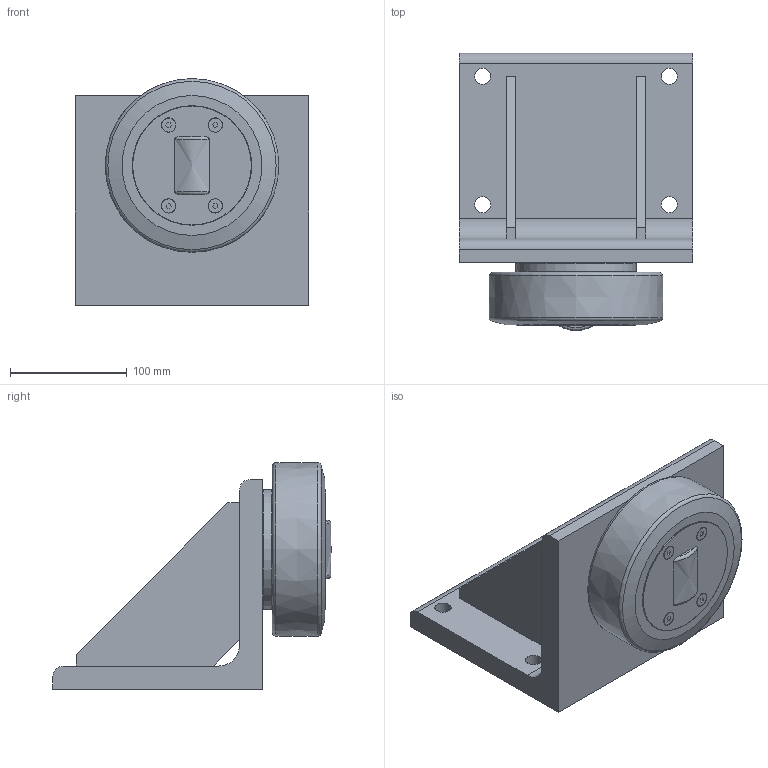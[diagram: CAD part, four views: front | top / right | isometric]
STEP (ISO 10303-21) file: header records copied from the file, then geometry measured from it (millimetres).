
FILE_DESCRIPTION(/* description */ ('-','CAx-IF Rec.Pracs.---Representation and Presentation of Product Manufacturing Information (PMI)---4.0---2014-10-13'),/* implementation_level */ '2;1');
FILE_NAME(/* name */ '37e12e41-fa86-4d70-b341-1d7c68b58cc6.stp',/* time_stamp */ '2020-04-01T16:09:05+02:00',/* author */ ('-'),/* organization */ ('NTI CADcenter A/S'),/* preprocessor_version */ 'ST-DEVELOPER v18',/* originating_system */ 'Autodesk Inventor 2020',/* authorisation */ '-');
FILE_SCHEMA (('AP242_MANAGED_MODEL_BASED_3D_ENGINEERING_MIM_LF { 1 0 10303 442 1 1 4 }'));
Length unit declared in the file: millimetre
Products named in the file (1): HTR 150.0200 BW1200_Kontur
Bounding box: 200 x 238.5 x 194.5 mm (x, y, z)
Volume: 2378503.1 mm3; surface area: 240893.7 mm2
Topology: 1 solids, 1 shells, 86 faces, 233 edges, 162 vertices
Faces by surface type: plane 58, cylinder 14, cone 8, torus 4, bspline 2
Full cylindrical faces by diameter (mm): 12 x4, 13.835 x4, 101.4 x1, 102.5 x1, 103 x1
Entity records: 2879 total; most frequent: CARTESIAN_POINT 562, DIRECTION 474, ORIENTED_EDGE 466, EDGE_CURVE 233, VERTEX_POINT 162, AXIS2_PLACEMENT_3D 162, LINE 150, VECTOR 150
